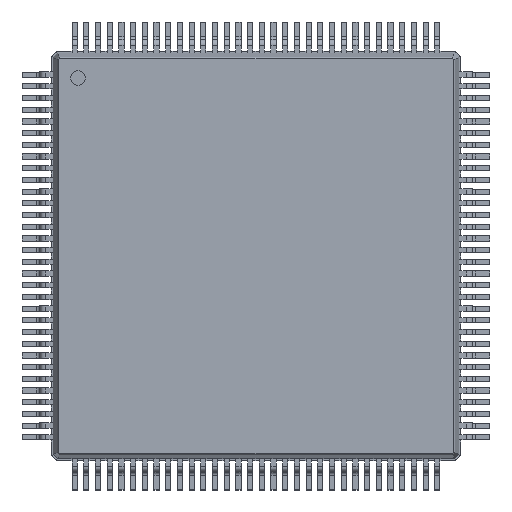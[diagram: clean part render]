
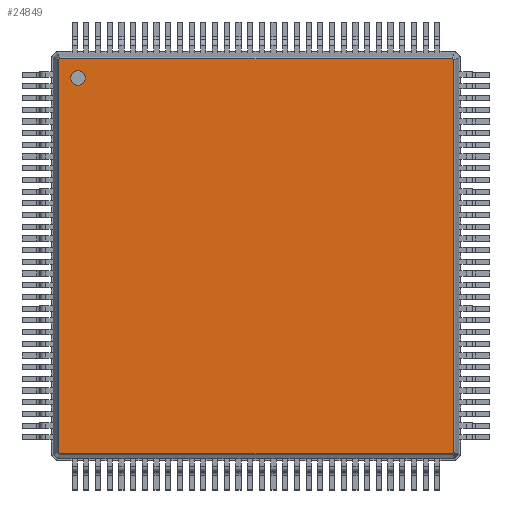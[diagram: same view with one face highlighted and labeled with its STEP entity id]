
A CAD part, top view. The second image highlights one B-rep face of the part: STEP entity #24849.
In plain terms, the highlighted planar face has unit normal (0, 0, 1).
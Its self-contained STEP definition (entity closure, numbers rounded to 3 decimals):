
#12425 = VERTEX_POINT('',#12426);
#12426 = CARTESIAN_POINT('',(6.702,-6.746,1.5));
#12719 = EDGE_CURVE('',#12425,#12720,#12722,.T.);
#12720 = VERTEX_POINT('',#12721);
#12721 = CARTESIAN_POINT('',(-6.702,-6.746,1.5));
#12722 = B_SPLINE_CURVE_WITH_KNOTS('',2,(#12723,#12724,#12725,#12726,
#12727),.UNSPECIFIED.,.F.,.F.,(3,1,1,3),(-0.698,
-0.04,13.477,14.135),.UNSPECIFIED.);
#12723 = CARTESIAN_POINT('',(7.417,-6.746,1.5));
#12724 = CARTESIAN_POINT('',(7.088,-6.746,1.5));
#12725 = CARTESIAN_POINT('',(0.,-6.746,1.5));
#12726 = CARTESIAN_POINT('',(-7.088,-6.746,1.5));
#12727 = CARTESIAN_POINT('',(-7.417,-6.746,1.5));
#24209 = EDGE_CURVE('',#12720,#24210,#24212,.T.);
#24210 = VERTEX_POINT('',#24211);
#24211 = CARTESIAN_POINT('',(-6.746,-6.702,1.5));
#24212 = B_SPLINE_CURVE_WITH_KNOTS('',2,(#24213,#24214,#24215,#24216,
#24217),.UNSPECIFIED.,.F.,.F.,(3,1,1,3),(-0.29,
-0.04,0.137,0.386),.UNSPECIFIED.);
#24213 = CARTESIAN_POINT('',(-6.485,-6.963,1.5));
#24214 = CARTESIAN_POINT('',(-6.574,-6.875,1.5));
#24215 = CARTESIAN_POINT('',(-6.724,-6.724,1.5));
#24216 = CARTESIAN_POINT('',(-6.875,-6.574,1.5));
#24217 = CARTESIAN_POINT('',(-6.963,-6.485,1.5));
#24530 = VERTEX_POINT('',#24531);
#24531 = CARTESIAN_POINT('',(6.746,-6.702,1.5));
#24824 = EDGE_CURVE('',#24530,#12425,#24825,.T.);
#24825 = B_SPLINE_CURVE_WITH_KNOTS('',2,(#24826,#24827,#24828,#24829,
#24830),.UNSPECIFIED.,.F.,.F.,(3,1,1,3),(-0.29,
-0.04,0.137,0.386),.UNSPECIFIED.);
#24826 = CARTESIAN_POINT('',(6.963,-6.485,1.5));
#24827 = CARTESIAN_POINT('',(6.875,-6.574,1.5));
#24828 = CARTESIAN_POINT('',(6.724,-6.724,1.5));
#24829 = CARTESIAN_POINT('',(6.574,-6.875,1.5));
#24830 = CARTESIAN_POINT('',(6.485,-6.963,1.5));
#24849 = ADVANCED_FACE('',(#24850,#24903),#24914,.T.);
#24850 = FACE_BOUND('',#24851,.T.);
#24851 = EDGE_LOOP('',(#24852,#24864,#24874,#24882,#24883,#24884,#24885,
#24895));
#24852 = ORIENTED_EDGE('',*,*,#24853,.F.);
#24853 = EDGE_CURVE('',#24854,#24856,#24858,.T.);
#24854 = VERTEX_POINT('',#24855);
#24855 = CARTESIAN_POINT('',(-6.702,6.746,1.5));
#24856 = VERTEX_POINT('',#24857);
#24857 = CARTESIAN_POINT('',(6.702,6.746,1.5));
#24858 = B_SPLINE_CURVE_WITH_KNOTS('',2,(#24859,#24860,#24861,#24862,
#24863),.UNSPECIFIED.,.F.,.F.,(3,1,1,3),(-0.698,
-0.04,13.477,14.135),.UNSPECIFIED.);
#24859 = CARTESIAN_POINT('',(-7.417,6.746,1.5));
#24860 = CARTESIAN_POINT('',(-7.088,6.746,1.5));
#24861 = CARTESIAN_POINT('',(0.,6.746,1.5));
#24862 = CARTESIAN_POINT('',(7.088,6.746,1.5));
#24863 = CARTESIAN_POINT('',(7.417,6.746,1.5));
#24864 = ORIENTED_EDGE('',*,*,#24865,.F.);
#24865 = EDGE_CURVE('',#24866,#24854,#24868,.T.);
#24866 = VERTEX_POINT('',#24867);
#24867 = CARTESIAN_POINT('',(-6.746,6.702,1.5));
#24868 = B_SPLINE_CURVE_WITH_KNOTS('',2,(#24869,#24870,#24871,#24872,
#24873),.UNSPECIFIED.,.F.,.F.,(3,1,1,3),(-0.29,
-0.04,0.137,0.386),.UNSPECIFIED.);
#24869 = CARTESIAN_POINT('',(-6.963,6.485,1.5));
#24870 = CARTESIAN_POINT('',(-6.875,6.574,1.5));
#24871 = CARTESIAN_POINT('',(-6.724,6.724,1.5));
#24872 = CARTESIAN_POINT('',(-6.574,6.875,1.5));
#24873 = CARTESIAN_POINT('',(-6.485,6.963,1.5));
#24874 = ORIENTED_EDGE('',*,*,#24875,.F.);
#24875 = EDGE_CURVE('',#24210,#24866,#24876,.T.);
#24876 = B_SPLINE_CURVE_WITH_KNOTS('',2,(#24877,#24878,#24879,#24880,
#24881),.UNSPECIFIED.,.F.,.F.,(3,1,1,3),(-0.698,
-0.04,13.477,14.135),.UNSPECIFIED.);
#24877 = CARTESIAN_POINT('',(-6.746,-7.417,1.5));
#24878 = CARTESIAN_POINT('',(-6.746,-7.088,1.5));
#24879 = CARTESIAN_POINT('',(-6.746,0.,1.5));
#24880 = CARTESIAN_POINT('',(-6.746,7.088,1.5));
#24881 = CARTESIAN_POINT('',(-6.746,7.417,1.5));
#24882 = ORIENTED_EDGE('',*,*,#24209,.F.);
#24883 = ORIENTED_EDGE('',*,*,#12719,.F.);
#24884 = ORIENTED_EDGE('',*,*,#24824,.F.);
#24885 = ORIENTED_EDGE('',*,*,#24886,.F.);
#24886 = EDGE_CURVE('',#24887,#24530,#24889,.T.);
#24887 = VERTEX_POINT('',#24888);
#24888 = CARTESIAN_POINT('',(6.746,6.702,1.5));
#24889 = B_SPLINE_CURVE_WITH_KNOTS('',2,(#24890,#24891,#24892,#24893,
#24894),.UNSPECIFIED.,.F.,.F.,(3,1,1,3),(-0.698,
-0.04,13.477,14.135),.UNSPECIFIED.);
#24890 = CARTESIAN_POINT('',(6.746,7.417,1.5));
#24891 = CARTESIAN_POINT('',(6.746,7.088,1.5));
#24892 = CARTESIAN_POINT('',(6.746,0.,1.5));
#24893 = CARTESIAN_POINT('',(6.746,-7.088,1.5));
#24894 = CARTESIAN_POINT('',(6.746,-7.417,1.5));
#24895 = ORIENTED_EDGE('',*,*,#24896,.F.);
#24896 = EDGE_CURVE('',#24856,#24887,#24897,.T.);
#24897 = B_SPLINE_CURVE_WITH_KNOTS('',2,(#24898,#24899,#24900,#24901,
#24902),.UNSPECIFIED.,.F.,.F.,(3,1,1,3),(-0.29,
-0.04,0.137,0.386),.UNSPECIFIED.);
#24898 = CARTESIAN_POINT('',(6.485,6.963,1.5));
#24899 = CARTESIAN_POINT('',(6.574,6.875,1.5));
#24900 = CARTESIAN_POINT('',(6.724,6.724,1.5));
#24901 = CARTESIAN_POINT('',(6.875,6.574,1.5));
#24902 = CARTESIAN_POINT('',(6.963,6.485,1.5));
#24903 = FACE_BOUND('',#24904,.T.);
#24904 = EDGE_LOOP('',(#24905));
#24905 = ORIENTED_EDGE('',*,*,#24906,.F.);
#24906 = EDGE_CURVE('',#24907,#24907,#24909,.T.);
#24907 = VERTEX_POINT('',#24908);
#24908 = CARTESIAN_POINT('',(-6.087,5.837,1.5));
#24909 = CIRCLE('',#24910,0.25);
#24910 = AXIS2_PLACEMENT_3D('',#24911,#24912,#24913);
#24911 = CARTESIAN_POINT('',(-6.087,6.087,1.5));
#24912 = DIRECTION('',(-0.,0.,1.));
#24913 = DIRECTION('',(0.,-1.,0.));
#24914 = PLANE('',#24915);
#24915 = AXIS2_PLACEMENT_3D('',#24916,#24917,#24918);
#24916 = CARTESIAN_POINT('',(-6.718,6.787,1.5));
#24917 = DIRECTION('',(0.,0.,1.));
#24918 = DIRECTION('',(0.704,-0.711,0.));
